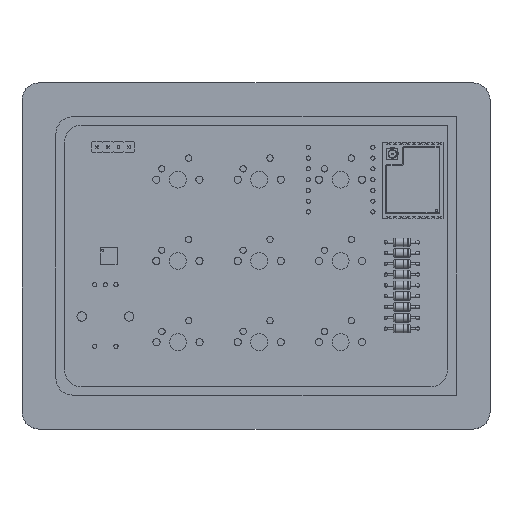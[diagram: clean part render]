
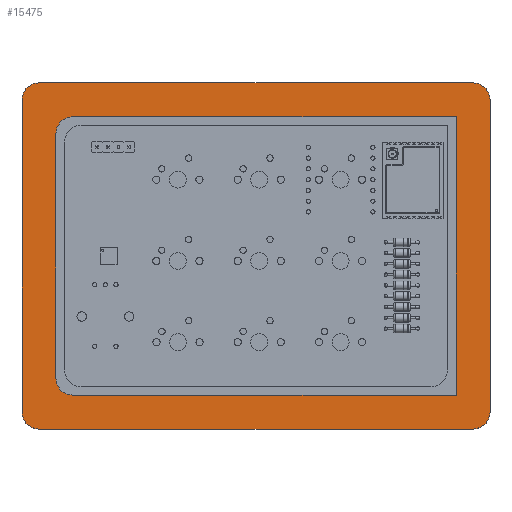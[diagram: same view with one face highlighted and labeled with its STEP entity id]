
A CAD part, top view. The second image highlights one B-rep face of the part: STEP entity #15475.
In plain terms, the highlighted planar face has unit normal (0, 0, 1).
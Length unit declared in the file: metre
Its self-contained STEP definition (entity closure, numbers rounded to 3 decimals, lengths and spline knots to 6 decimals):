
#893=CIRCLE('',#20089,0.004);
#895=CIRCLE('',#20093,0.004);
#897=CIRCLE('',#20097,0.004);
#899=CIRCLE('',#20101,0.004);
#901=CIRCLE('',#20105,0.004);
#903=CIRCLE('',#20109,0.004);
#4725=ORIENTED_EDGE('',*,*,#6630,.F.);
#4726=ORIENTED_EDGE('',*,*,#6652,.T.);
#4727=ORIENTED_EDGE('',*,*,#6649,.F.);
#4728=ORIENTED_EDGE('',*,*,#6646,.T.);
#4729=ORIENTED_EDGE('',*,*,#6643,.F.);
#4730=ORIENTED_EDGE('',*,*,#6640,.F.);
#4731=ORIENTED_EDGE('',*,*,#6637,.F.);
#4732=ORIENTED_EDGE('',*,*,#6634,.F.);
#4733=ORIENTED_EDGE('',*,*,#6614,.F.);
#4734=ORIENTED_EDGE('',*,*,#6654,.T.);
#4735=ORIENTED_EDGE('',*,*,#6627,.T.);
#4736=ORIENTED_EDGE('',*,*,#6624,.T.);
#4737=ORIENTED_EDGE('',*,*,#6621,.T.);
#4738=ORIENTED_EDGE('',*,*,#6618,.F.);
#6614=EDGE_CURVE('',#8005,#8006,#9431,.T.);
#6618=EDGE_CURVE('',#8006,#8009,#9435,.T.);
#6621=EDGE_CURVE('',#8011,#8009,#9438,.T.);
#6624=EDGE_CURVE('',#8013,#8011,#893,.T.);
#6627=EDGE_CURVE('',#8015,#8013,#9442,.T.);
#6630=EDGE_CURVE('',#8017,#8018,#895,.T.);
#6634=EDGE_CURVE('',#8018,#8021,#9447,.T.);
#6637=EDGE_CURVE('',#8021,#8023,#897,.T.);
#6640=EDGE_CURVE('',#8023,#8025,#9451,.T.);
#6643=EDGE_CURVE('',#8025,#8027,#899,.T.);
#6646=EDGE_CURVE('',#8029,#8027,#9455,.T.);
#6649=EDGE_CURVE('',#8029,#8031,#901,.T.);
#6652=EDGE_CURVE('',#8017,#8031,#9459,.T.);
#6654=EDGE_CURVE('',#8005,#8015,#903,.T.);
#8005=VERTEX_POINT('',#28612);
#8006=VERTEX_POINT('',#28613);
#8009=VERTEX_POINT('',#28621);
#8011=VERTEX_POINT('',#28627);
#8013=VERTEX_POINT('',#28633);
#8015=VERTEX_POINT('',#28639);
#8017=VERTEX_POINT('',#28645);
#8018=VERTEX_POINT('',#28646);
#8021=VERTEX_POINT('',#28654);
#8023=VERTEX_POINT('',#28660);
#8025=VERTEX_POINT('',#28666);
#8027=VERTEX_POINT('',#28672);
#8029=VERTEX_POINT('',#28678);
#8031=VERTEX_POINT('',#28684);
#9431=LINE('',#28611,#10859);
#9435=LINE('',#28620,#10863);
#9438=LINE('',#28626,#10866);
#9442=LINE('',#28638,#10870);
#9447=LINE('',#28653,#10875);
#9451=LINE('',#28665,#10879);
#9455=LINE('',#28677,#10883);
#9459=LINE('',#28689,#10887);
#10859=VECTOR('',#24357,1.);
#10863=VECTOR('',#24363,1.);
#10866=VECTOR('',#24368,1.);
#10870=VECTOR('',#24380,1.);
#10875=VECTOR('',#24393,1.);
#10879=VECTOR('',#24405,1.);
#10883=VECTOR('',#24417,1.);
#10887=VECTOR('',#24429,1.);
#12217=EDGE_LOOP('',(#4725,#4726,#4727,#4728,#4729,#4730,#4731,#4732));
#12218=EDGE_LOOP('',(#4733,#4734,#4735,#4736,#4737,#4738));
#13547=FACE_BOUND('',#12217,.T.);
#13548=FACE_BOUND('',#12218,.T.);
#14167=PLANE('',#20112);
#15475=ADVANCED_FACE('',(#13547,#13548),#14167,.F.);
#20089=AXIS2_PLACEMENT_3D('',#28632,#24373,#24374);
#20093=AXIS2_PLACEMENT_3D('',#28644,#24385,#24386);
#20097=AXIS2_PLACEMENT_3D('',#28659,#24398,#24399);
#20101=AXIS2_PLACEMENT_3D('',#28671,#24410,#24411);
#20105=AXIS2_PLACEMENT_3D('',#28683,#24422,#24423);
#20109=AXIS2_PLACEMENT_3D('',#28692,#24433,#24434);
#20112=AXIS2_PLACEMENT_3D('',#28695,#24439,#24440);
#24357=DIRECTION('',(1.,0.,0.));
#24363=DIRECTION('',(0.,1.,0.));
#24368=DIRECTION('',(1.,0.,0.));
#24373=DIRECTION('',(0.,0.,-1.));
#24374=DIRECTION('',(-1.,0.,0.));
#24380=DIRECTION('',(0.,1.,0.));
#24385=DIRECTION('',(0.,0.,-1.));
#24386=DIRECTION('',(-1.,0.,0.));
#24393=DIRECTION('',(-1.,0.,0.));
#24398=DIRECTION('',(0.,0.,-1.));
#24399=DIRECTION('',(-1.,0.,0.));
#24405=DIRECTION('',(0.,1.,0.));
#24410=DIRECTION('',(0.,0.,-1.));
#24411=DIRECTION('',(-1.,0.,0.));
#24417=DIRECTION('',(-1.,0.,0.));
#24422=DIRECTION('',(0.,0.,-1.));
#24423=DIRECTION('',(-1.,0.,0.));
#24429=DIRECTION('',(0.,1.,0.));
#24433=DIRECTION('',(0.,0.,-1.));
#24434=DIRECTION('',(-1.,0.,0.));
#24439=DIRECTION('',(0.,0.,-1.));
#24440=DIRECTION('',(1.,0.,0.));
#28611=CARTESIAN_POINT('',(-0.043,-0.03167,0.002));
#28612=CARTESIAN_POINT('',(-0.044,-0.03167,0.002));
#28613=CARTESIAN_POINT('',(0.04647,-0.03167,0.002));
#28620=CARTESIAN_POINT('',(0.04647,-0.02867,0.002));
#28621=CARTESIAN_POINT('',(0.04647,0.03402,0.002));
#28626=CARTESIAN_POINT('',(-0.026354,0.03402,0.002));
#28627=CARTESIAN_POINT('',(-0.044,0.03402,0.002));
#28632=CARTESIAN_POINT('',(-0.044,0.03002,0.002));
#28633=CARTESIAN_POINT('',(-0.048,0.03002,0.002));
#28638=CARTESIAN_POINT('',(-0.048,-0.02667,0.002));
#28639=CARTESIAN_POINT('',(-0.048,-0.02767,0.002));
#28644=CARTESIAN_POINT('',(0.05047,-0.03567,0.002));
#28645=CARTESIAN_POINT('',(0.05447,-0.03567,0.002));
#28646=CARTESIAN_POINT('',(0.05047,-0.03967,0.002));
#28653=CARTESIAN_POINT('',(-0.047,-0.03967,0.002));
#28654=CARTESIAN_POINT('',(-0.052,-0.03967,0.002));
#28659=CARTESIAN_POINT('',(-0.052,-0.03567,0.002));
#28660=CARTESIAN_POINT('',(-0.056,-0.03567,0.002));
#28665=CARTESIAN_POINT('',(-0.056,-0.03067,0.002));
#28666=CARTESIAN_POINT('',(-0.056,0.03802,0.002));
#28671=CARTESIAN_POINT('',(-0.052,0.03802,0.002));
#28672=CARTESIAN_POINT('',(-0.052,0.04202,0.002));
#28677=CARTESIAN_POINT('',(0.004235,0.04202,0.002));
#28678=CARTESIAN_POINT('',(0.05047,0.04202,0.002));
#28683=CARTESIAN_POINT('',(0.05047,0.03802,0.002));
#28684=CARTESIAN_POINT('',(0.05447,0.03802,0.002));
#28689=CARTESIAN_POINT('',(0.05447,-0.03067,0.002));
#28692=CARTESIAN_POINT('',(-0.044,-0.02767,0.002));
#28695=CARTESIAN_POINT('',(-0.000765,0.001175,0.002));
